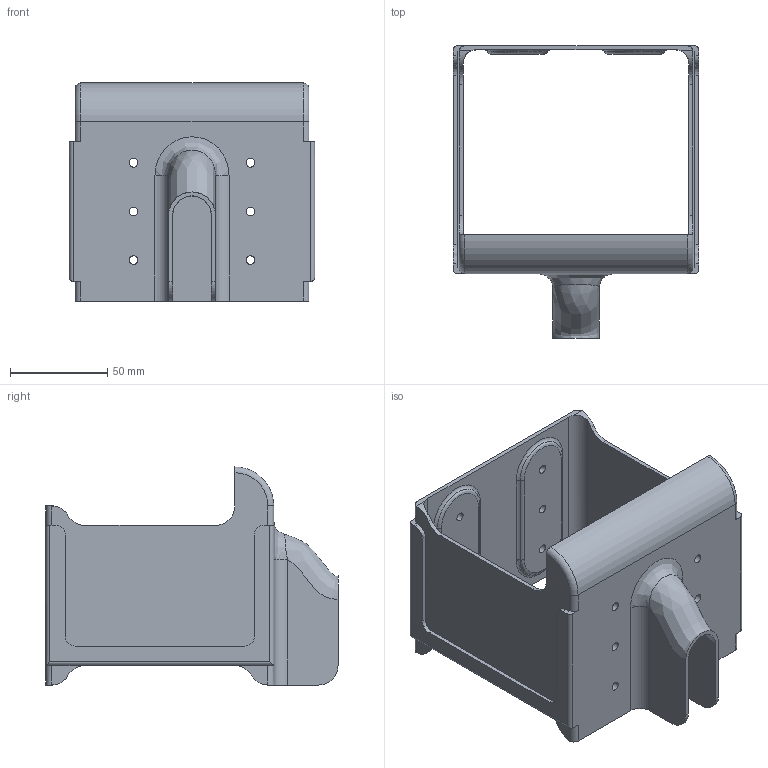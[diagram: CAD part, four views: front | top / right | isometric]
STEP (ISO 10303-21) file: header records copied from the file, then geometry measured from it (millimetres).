
FILE_DESCRIPTION(/* description */ ('','CAx-IF Rec.Pracs.---Representation and Presentation of Product Manufacturing Information (PMI)---4.0---2014-10-13'),/* implementation_level */ '2;1');
FILE_NAME(/* name */ 'SIGN_BOARD_BKT v15.step',/* time_stamp */ '2024-12-28T11:18:14+09:00',/* author */ (''),/* organization */ (''),/* preprocessor_version */ 'ST-DEVELOPER v20',/* originating_system */ 'Autodesk Translation Framework v13.20.0.188',/* authorisation */ '');
FILE_SCHEMA (('AP242_MANAGED_MODEL_BASED_3D_ENGINEERING_MIM_LF { 1 0 10303 442 1 1 4 }'));
Length unit declared in the file: millimetre
Products named in the file (1): SIGN_BOARD_BKT
Bounding box: 126 x 150 x 112 mm (x, y, z)
Volume: 129766.1 mm3; surface area: 104310.9 mm2
Topology: 1 solids, 1 shells, 150 faces, 406 edges, 260 vertices
Faces by surface type: cylinder 76, plane 50, torus 13, bspline 11
Full cylindrical faces by diameter (mm): 4.5 x12
Entity records: 6065 total; most frequent: CARTESIAN_POINT 2158, DIRECTION 820, ORIENTED_EDGE 812, EDGE_CURVE 406, AXIS2_PLACEMENT_3D 308, VERTEX_POINT 260, LINE 204, VECTOR 204
